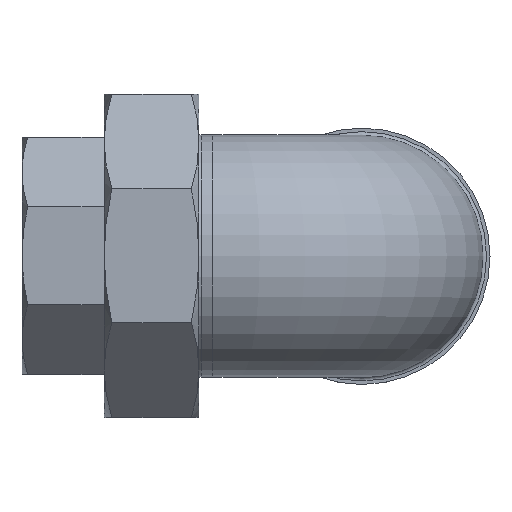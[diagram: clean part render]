
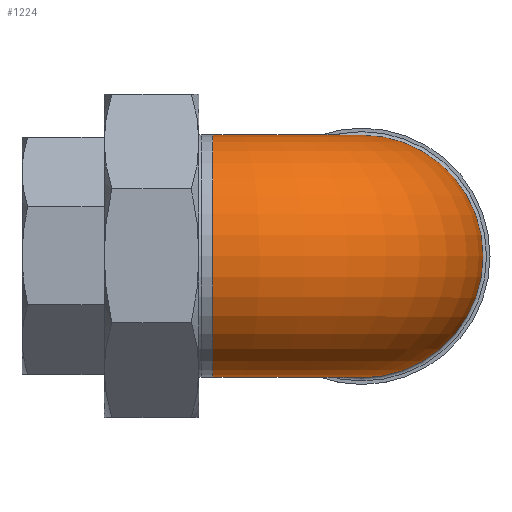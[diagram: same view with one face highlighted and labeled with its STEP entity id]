
A CAD part, top view. The second image highlights one B-rep face of the part: STEP entity #1224.
In plain terms, the highlighted toroidal (fillet/blend) face has major radius 42.5 mm and minor radius 34.5 mm.
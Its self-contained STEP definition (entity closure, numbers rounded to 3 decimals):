
#48=TOROIDAL_SURFACE('',#1431,42.5,34.5);
#245=FACE_OUTER_BOUND('',#335,.T.);
#335=EDGE_LOOP('',(#1011,#1012,#1013,#1014));
#408=CIRCLE('',#1399,34.5);
#418=CIRCLE('',#1416,34.5);
#427=CIRCLE('',#1432,8.);
#553=VERTEX_POINT('',#2631);
#562=VERTEX_POINT('',#2661);
#696=EDGE_CURVE('',#553,#553,#408,.T.);
#709=EDGE_CURVE('',#562,#562,#418,.T.);
#723=EDGE_CURVE('',#553,#562,#427,.T.);
#1011=ORIENTED_EDGE('',*,*,#696,.F.);
#1012=ORIENTED_EDGE('',*,*,#723,.T.);
#1013=ORIENTED_EDGE('',*,*,#709,.T.);
#1014=ORIENTED_EDGE('',*,*,#723,.F.);
#1224=ADVANCED_FACE('',(#245),#48,.T.);
#1399=AXIS2_PLACEMENT_3D('',#2633,#1652,#1653);
#1416=AXIS2_PLACEMENT_3D('',#2662,#1689,#1690);
#1431=AXIS2_PLACEMENT_3D('',#2689,#1724,#1725);
#1432=AXIS2_PLACEMENT_3D('',#2690,#1726,#1727);
#1652=DIRECTION('center_axis',(0.,-1.,0.));
#1653=DIRECTION('ref_axis',(1.,0.,0.));
#1689=DIRECTION('center_axis',(1.,0.,0.));
#1690=DIRECTION('ref_axis',(0.,1.,0.));
#1724=DIRECTION('center_axis',(0.,0.,-1.));
#1725=DIRECTION('ref_axis',(-1.,0.,0.));
#1726=DIRECTION('center_axis',(0.,0.,1.));
#1727=DIRECTION('ref_axis',(-1.,0.,0.));
#2631=CARTESIAN_POINT('',(29.5,-42.5,0.));
#2633=CARTESIAN_POINT('Origin',(64.,-42.5,0.));
#2661=CARTESIAN_POINT('',(21.5,-34.5,0.));
#2662=CARTESIAN_POINT('Origin',(21.5,0.,0.));
#2689=CARTESIAN_POINT('Origin',(21.5,-42.5,0.));
#2690=CARTESIAN_POINT('Origin',(21.5,-42.5,0.));
